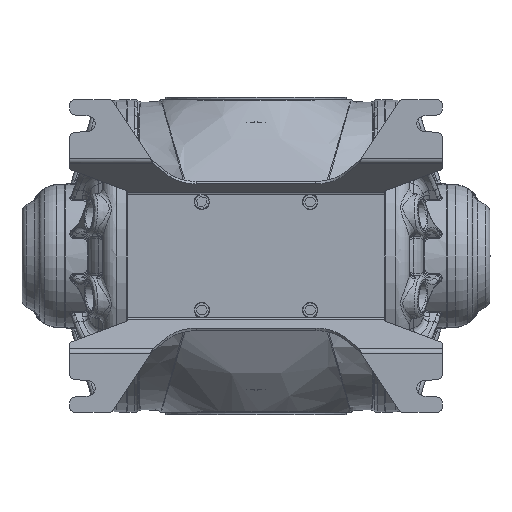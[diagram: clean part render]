
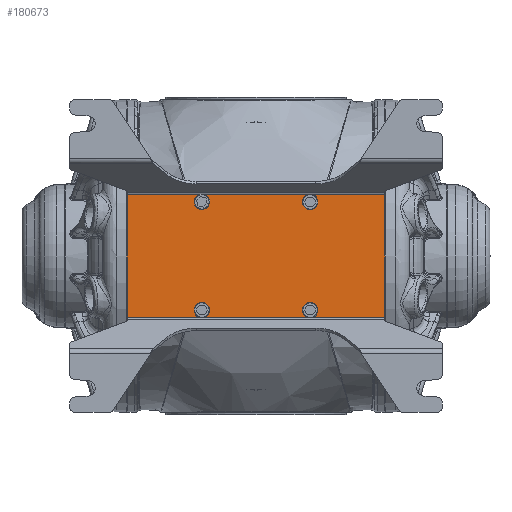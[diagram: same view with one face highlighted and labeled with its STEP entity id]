
A CAD part, front view. The second image highlights one B-rep face of the part: STEP entity #180673.
In plain terms, the highlighted planar face has unit normal (0, -1, 0).
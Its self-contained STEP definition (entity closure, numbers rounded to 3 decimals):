
#2188 = VERTEX_POINT ( 'NONE', #120753 ) ;
#9084 = DIRECTION ( 'NONE',  ( 0., 0., 1. ) ) ;
#10446 = DIRECTION ( 'NONE',  ( 0., 0., -1. ) ) ;
#12084 = CIRCLE ( 'NONE', #50206, 4.25 ) ;
#12325 = EDGE_CURVE ( 'NONE', #98111, #174867, #106340, .T. ) ;
#13538 = ORIENTED_EDGE ( 'NONE', *, *, #100942, .F. ) ;
#17105 = DIRECTION ( 'NONE',  ( 0., 0., 1. ) ) ;
#18738 = DIRECTION ( 'NONE',  ( 0., 0., 1. ) ) ;
#21433 = LINE ( 'NONE', #143974, #107444 ) ;
#25613 = CIRCLE ( 'NONE', #28738, 4.25 ) ;
#25747 = ORIENTED_EDGE ( 'NONE', *, *, #164620, .F. ) ;
#25781 = ORIENTED_EDGE ( 'NONE', *, *, #12325, .F. ) ;
#26431 = CARTESIAN_POINT ( 'NONE',  ( -155., -129.5, 53.5 ) ) ;
#27414 = FACE_BOUND ( 'NONE', #66292, .T. ) ;
#28590 = VERTEX_POINT ( 'NONE', #146604 ) ;
#28738 = AXIS2_PLACEMENT_3D ( 'NONE', #129757, #160690, #130736 ) ;
#29353 = AXIS2_PLACEMENT_3D ( 'NONE', #188570, #112679, #9084 ) ;
#31755 = CARTESIAN_POINT ( 'NONE',  ( -45., -129.5, -45. ) ) ;
#33731 = VERTEX_POINT ( 'NONE', #108013 ) ;
#33756 = DIRECTION ( 'NONE',  ( 0., 0., 1. ) ) ;
#34877 = EDGE_LOOP ( 'NONE', ( #25781, #184523 ) ) ;
#37242 = VECTOR ( 'NONE', #10446, 1000. ) ;
#40017 = DIRECTION ( 'NONE',  ( 0., -1., 0. ) ) ;
#42950 = CIRCLE ( 'NONE', #154417, 4.25 ) ;
#43076 = CARTESIAN_POINT ( 'NONE',  ( 45., -129.5, 45. ) ) ;
#46664 = CARTESIAN_POINT ( 'NONE',  ( -45., -129.5, 45. ) ) ;
#49643 = DIRECTION ( 'NONE',  ( 0., -1., 0. ) ) ;
#50206 = AXIS2_PLACEMENT_3D ( 'NONE', #46664, #169295, #94418 ) ;
#52811 = CARTESIAN_POINT ( 'NONE',  ( -45., -129.5, 49.25 ) ) ;
#62565 = LINE ( 'NONE', #156321, #122433 ) ;
#66292 = EDGE_LOOP ( 'NONE', ( #190825, #168656 ) ) ;
#66472 = CIRCLE ( 'NONE', #85559, 4.25 ) ;
#67898 = CARTESIAN_POINT ( 'NONE',  ( -107., -129.5, 51.006 ) ) ;
#69286 = EDGE_CURVE ( 'NONE', #140420, #28590, #105745, .T. ) ;
#75138 = DIRECTION ( 'NONE',  ( 0., -1., 0. ) ) ;
#75240 = VERTEX_POINT ( 'NONE', #114266 ) ;
#75510 = CARTESIAN_POINT ( 'NONE',  ( -45., -129.5, 40.75 ) ) ;
#75638 = CIRCLE ( 'NONE', #78752, 4.25 ) ;
#75800 = CARTESIAN_POINT ( 'NONE',  ( 45., -129.5, 49.25 ) ) ;
#78752 = AXIS2_PLACEMENT_3D ( 'NONE', #43076, #136717, #17105 ) ;
#79713 = ORIENTED_EDGE ( 'NONE', *, *, #108252, .F. ) ;
#80323 = CARTESIAN_POINT ( 'NONE',  ( 45., -129.5, -40.75 ) ) ;
#80541 = DIRECTION ( 'NONE',  ( 0., 0., 1. ) ) ;
#83323 = VERTEX_POINT ( 'NONE', #112401 ) ;
#85457 = CARTESIAN_POINT ( 'NONE',  ( -45., -129.5, -40.75 ) ) ;
#85559 = AXIS2_PLACEMENT_3D ( 'NONE', #31755, #153365, #182339 ) ;
#85842 = VERTEX_POINT ( 'NONE', #67898 ) ;
#90691 = EDGE_LOOP ( 'NONE', ( #170874, #102685 ) ) ;
#94418 = DIRECTION ( 'NONE',  ( 0., 0., 1. ) ) ;
#95514 = EDGE_CURVE ( 'NONE', #83323, #131316, #156590, .T. ) ;
#95681 = VERTEX_POINT ( 'NONE', #85457 ) ;
#97103 = DIRECTION ( 'NONE',  ( 1., 0., 0. ) ) ;
#98111 = VERTEX_POINT ( 'NONE', #52811 ) ;
#98386 = EDGE_CURVE ( 'NONE', #2188, #95681, #42950, .T. ) ;
#99755 = CARTESIAN_POINT ( 'NONE',  ( 107., -129.5, -51.006 ) ) ;
#100942 = EDGE_CURVE ( 'NONE', #85842, #33731, #142890, .T. ) ;
#101965 = EDGE_CURVE ( 'NONE', #131316, #83323, #75638, .T. ) ;
#102685 = ORIENTED_EDGE ( 'NONE', *, *, #98386, .F. ) ;
#103043 = DIRECTION ( 'NONE',  ( 0., 0., 1. ) ) ;
#105745 = CIRCLE ( 'NONE', #109012, 4.25 ) ;
#106340 = CIRCLE ( 'NONE', #119114, 4.25 ) ;
#107444 = VECTOR ( 'NONE', #97103, 1000. ) ;
#108013 = CARTESIAN_POINT ( 'NONE',  ( 107., -129.5, 51.006 ) ) ;
#108252 = EDGE_CURVE ( 'NONE', #33731, #142089, #142051, .T. ) ;
#108962 = EDGE_CURVE ( 'NONE', #174867, #98111, #12084, .T. ) ;
#109012 = AXIS2_PLACEMENT_3D ( 'NONE', #114731, #40017, #179580 ) ;
#109221 = EDGE_CURVE ( 'NONE', #75240, #142089, #21433, .T. ) ;
#112401 = CARTESIAN_POINT ( 'NONE',  ( 45., -129.5, 40.75 ) ) ;
#112679 = DIRECTION ( 'NONE',  ( 0., -1., 0. ) ) ;
#114021 = EDGE_LOOP ( 'NONE', ( #133601, #140756 ) ) ;
#114266 = CARTESIAN_POINT ( 'NONE',  ( -107., -129.5, -51.006 ) ) ;
#114731 = CARTESIAN_POINT ( 'NONE',  ( 45., -129.5, -45. ) ) ;
#115698 = CARTESIAN_POINT ( 'NONE',  ( -155., -129.5, 51.006 ) ) ;
#118062 = FACE_OUTER_BOUND ( 'NONE', #137277, .T. ) ;
#119114 = AXIS2_PLACEMENT_3D ( 'NONE', #173343, #156414, #80541 ) ;
#120753 = CARTESIAN_POINT ( 'NONE',  ( -45., -129.5, -49.25 ) ) ;
#121975 = FACE_BOUND ( 'NONE', #34877, .T. ) ;
#122433 = VECTOR ( 'NONE', #18738, 1000. ) ;
#125693 = EDGE_CURVE ( 'NONE', #28590, #140420, #25613, .T. ) ;
#129757 = CARTESIAN_POINT ( 'NONE',  ( 45., -129.5, -45. ) ) ;
#130736 = DIRECTION ( 'NONE',  ( 0., 0., 1. ) ) ;
#131316 = VERTEX_POINT ( 'NONE', #75800 ) ;
#131649 = DIRECTION ( 'NONE',  ( 1., 0., 0. ) ) ;
#133601 = ORIENTED_EDGE ( 'NONE', *, *, #69286, .F. ) ;
#134997 = FACE_BOUND ( 'NONE', #114021, .T. ) ;
#136717 = DIRECTION ( 'NONE',  ( 0., -1., 0. ) ) ;
#137277 = EDGE_LOOP ( 'NONE', ( #147027, #79713, #13538, #25747 ) ) ;
#137394 = CARTESIAN_POINT ( 'NONE',  ( -45., -129.5, -45. ) ) ;
#140420 = VERTEX_POINT ( 'NONE', #80323 ) ;
#140756 = ORIENTED_EDGE ( 'NONE', *, *, #125693, .F. ) ;
#142051 = LINE ( 'NONE', #162003, #37242 ) ;
#142089 = VERTEX_POINT ( 'NONE', #99755 ) ;
#142890 = LINE ( 'NONE', #115698, #170778 ) ;
#143974 = CARTESIAN_POINT ( 'NONE',  ( -155., -129.5, -51.006 ) ) ;
#146604 = CARTESIAN_POINT ( 'NONE',  ( 45., -129.5, -49.25 ) ) ;
#147027 = ORIENTED_EDGE ( 'NONE', *, *, #109221, .T. ) ;
#153365 = DIRECTION ( 'NONE',  ( 0., -1., 0. ) ) ;
#154417 = AXIS2_PLACEMENT_3D ( 'NONE', #137394, #49643, #33756 ) ;
#156321 = CARTESIAN_POINT ( 'NONE',  ( -107., -129.5, 53.5 ) ) ;
#156414 = DIRECTION ( 'NONE',  ( 0., -1., 0. ) ) ;
#156590 = CIRCLE ( 'NONE', #29353, 4.25 ) ;
#160190 = AXIS2_PLACEMENT_3D ( 'NONE', #26431, #75138, #103043 ) ;
#160690 = DIRECTION ( 'NONE',  ( 0., -1., 0. ) ) ;
#162003 = CARTESIAN_POINT ( 'NONE',  ( 107., -129.5, 53.5 ) ) ;
#164620 = EDGE_CURVE ( 'NONE', #75240, #85842, #62565, .T. ) ;
#164963 = PLANE ( 'NONE',  #160190 ) ;
#168656 = ORIENTED_EDGE ( 'NONE', *, *, #95514, .F. ) ;
#169295 = DIRECTION ( 'NONE',  ( 0., -1., 0. ) ) ;
#170778 = VECTOR ( 'NONE', #131649, 1000. ) ;
#170874 = ORIENTED_EDGE ( 'NONE', *, *, #172996, .F. ) ;
#172996 = EDGE_CURVE ( 'NONE', #95681, #2188, #66472, .T. ) ;
#173343 = CARTESIAN_POINT ( 'NONE',  ( -45., -129.5, 45. ) ) ;
#174867 = VERTEX_POINT ( 'NONE', #75510 ) ;
#179580 = DIRECTION ( 'NONE',  ( 0., 0., 1. ) ) ;
#180673 = ADVANCED_FACE ( 'NONE', ( #196750, #134997, #27414, #121975, #118062 ), #164963, .T. ) ;
#182339 = DIRECTION ( 'NONE',  ( 0., 0., 1. ) ) ;
#184523 = ORIENTED_EDGE ( 'NONE', *, *, #108962, .F. ) ;
#188570 = CARTESIAN_POINT ( 'NONE',  ( 45., -129.5, 45. ) ) ;
#190825 = ORIENTED_EDGE ( 'NONE', *, *, #101965, .F. ) ;
#196750 = FACE_BOUND ( 'NONE', #90691, .T. ) ;
